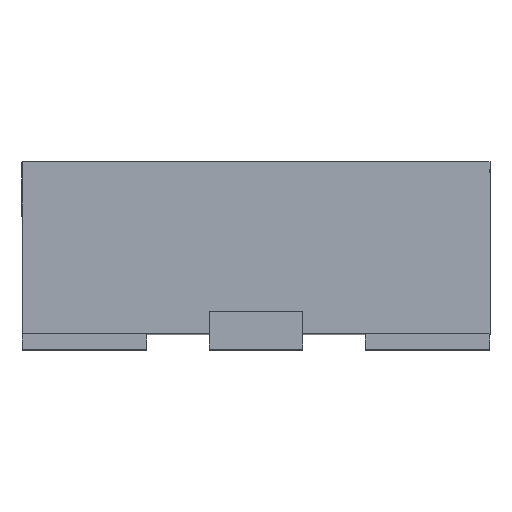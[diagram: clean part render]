
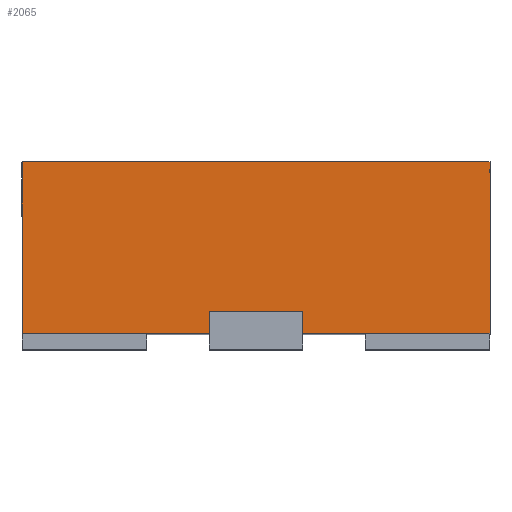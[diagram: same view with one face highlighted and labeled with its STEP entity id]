
A CAD part, top view. The second image highlights one B-rep face of the part: STEP entity #2065.
In plain terms, the highlighted planar face has unit normal (0, 0, 1).
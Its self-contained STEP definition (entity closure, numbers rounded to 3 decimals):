
#3 = DIRECTION ( 'NONE',  ( 1., 0., 0. ) ) ;
#199 = ORIENTED_EDGE ( 'NONE', *, *, #1650, .F. ) ;
#342 = CARTESIAN_POINT ( 'NONE',  ( -0.15, 0.12, 1. ) ) ;
#417 = VECTOR ( 'NONE', #2753, 1000. ) ;
#434 = DIRECTION ( 'NONE',  ( 1., 0., 0. ) ) ;
#438 = VERTEX_POINT ( 'NONE', #1510 ) ;
#448 = EDGE_CURVE ( 'NONE', #2179, #3103, #3175, .T. ) ;
#457 = DIRECTION ( 'NONE',  ( 1., 0., 0. ) ) ;
#563 = FACE_OUTER_BOUND ( 'NONE', #697, .T. ) ;
#626 = VERTEX_POINT ( 'NONE', #2094 ) ;
#646 = CARTESIAN_POINT ( 'NONE',  ( 0.75, 0.05, 1. ) ) ;
#667 = CARTESIAN_POINT ( 'NONE',  ( -0.15, 0.12, 1. ) ) ;
#697 = EDGE_LOOP ( 'NONE', ( #2900, #2313, #1685, #199, #2725, #2402, #984, #1374 ) ) ;
#756 = EDGE_CURVE ( 'NONE', #2605, #3043, #2650, .T. ) ;
#875 = VERTEX_POINT ( 'NONE', #1405 ) ;
#914 = EDGE_CURVE ( 'NONE', #2605, #875, #1808, .T. ) ;
#970 = AXIS2_PLACEMENT_3D ( 'NONE', #1019, #1798, #2060 ) ;
#984 = ORIENTED_EDGE ( 'NONE', *, *, #914, .F. ) ;
#1019 = CARTESIAN_POINT ( 'NONE',  ( 0.75, 3.7, 1. ) ) ;
#1068 = CARTESIAN_POINT ( 'NONE',  ( -0.75, 3.7, 1. ) ) ;
#1084 = VECTOR ( 'NONE', #434, 1000. ) ;
#1086 = CARTESIAN_POINT ( 'NONE',  ( 0.15, 0.12, 1. ) ) ;
#1374 = ORIENTED_EDGE ( 'NONE', *, *, #756, .T. ) ;
#1405 = CARTESIAN_POINT ( 'NONE',  ( -0.15, 0.05, 1. ) ) ;
#1472 = DIRECTION ( 'NONE',  ( 1., 0., 0. ) ) ;
#1494 = LINE ( 'NONE', #1603, #1964 ) ;
#1510 = CARTESIAN_POINT ( 'NONE',  ( 0.75, 0.6, 1. ) ) ;
#1582 = DIRECTION ( 'NONE',  ( 0., -1., 0. ) ) ;
#1603 = CARTESIAN_POINT ( 'NONE',  ( 0.15, 0.12, 1. ) ) ;
#1649 = CARTESIAN_POINT ( 'NONE',  ( 0.15, 0.12, 1. ) ) ;
#1650 = EDGE_CURVE ( 'NONE', #626, #438, #3085, .T. ) ;
#1685 = ORIENTED_EDGE ( 'NONE', *, *, #2876, .F. ) ;
#1798 = DIRECTION ( 'NONE',  ( 0., 0., -1. ) ) ;
#1800 = VECTOR ( 'NONE', #1472, 1000. ) ;
#1808 = LINE ( 'NONE', #342, #417 ) ;
#1873 = VERTEX_POINT ( 'NONE', #2919 ) ;
#1883 = LINE ( 'NONE', #1068, #3200 ) ;
#1964 = VECTOR ( 'NONE', #2403, 1000. ) ;
#2032 = CARTESIAN_POINT ( 'NONE',  ( 0.75, 0.05, 1. ) ) ;
#2039 = CARTESIAN_POINT ( 'NONE',  ( 0.15, 0.05, 1. ) ) ;
#2060 = DIRECTION ( 'NONE',  ( -1., 0., 0. ) ) ;
#2065 = ADVANCED_FACE ( 'NONE', ( #563 ), #2880, .F. ) ;
#2094 = CARTESIAN_POINT ( 'NONE',  ( -0.75, 0.6, 1. ) ) ;
#2098 = DIRECTION ( 'NONE',  ( 0., -1., 0. ) ) ;
#2179 = VERTEX_POINT ( 'NONE', #2039 ) ;
#2194 = VECTOR ( 'NONE', #457, 1000. ) ;
#2210 = EDGE_CURVE ( 'NONE', #3043, #2179, #1494, .T. ) ;
#2252 = EDGE_CURVE ( 'NONE', #626, #1873, #1883, .T. ) ;
#2265 = CARTESIAN_POINT ( 'NONE',  ( 0.75, 0.6, 1. ) ) ;
#2313 = ORIENTED_EDGE ( 'NONE', *, *, #448, .T. ) ;
#2372 = VECTOR ( 'NONE', #1582, 1000. ) ;
#2389 = CARTESIAN_POINT ( 'NONE',  ( 0.75, 3.7, 1. ) ) ;
#2402 = ORIENTED_EDGE ( 'NONE', *, *, #3313, .T. ) ;
#2403 = DIRECTION ( 'NONE',  ( 0., -1., 0. ) ) ;
#2605 = VERTEX_POINT ( 'NONE', #667 ) ;
#2650 = LINE ( 'NONE', #1086, #2775 ) ;
#2725 = ORIENTED_EDGE ( 'NONE', *, *, #2252, .T. ) ;
#2753 = DIRECTION ( 'NONE',  ( 0., -1., 0. ) ) ;
#2775 = VECTOR ( 'NONE', #3, 1000. ) ;
#2838 = CARTESIAN_POINT ( 'NONE',  ( 0.75, 0.05, 1. ) ) ;
#2876 = EDGE_CURVE ( 'NONE', #438, #3103, #2998, .T. ) ;
#2880 = PLANE ( 'NONE',  #970 ) ;
#2900 = ORIENTED_EDGE ( 'NONE', *, *, #2210, .T. ) ;
#2916 = LINE ( 'NONE', #2838, #1084 ) ;
#2919 = CARTESIAN_POINT ( 'NONE',  ( -0.75, 0.05, 1. ) ) ;
#2998 = LINE ( 'NONE', #2389, #2372 ) ;
#3043 = VERTEX_POINT ( 'NONE', #1649 ) ;
#3085 = LINE ( 'NONE', #2265, #1800 ) ;
#3103 = VERTEX_POINT ( 'NONE', #646 ) ;
#3175 = LINE ( 'NONE', #2032, #2194 ) ;
#3200 = VECTOR ( 'NONE', #2098, 1000. ) ;
#3313 = EDGE_CURVE ( 'NONE', #1873, #875, #2916, .T. ) ;
